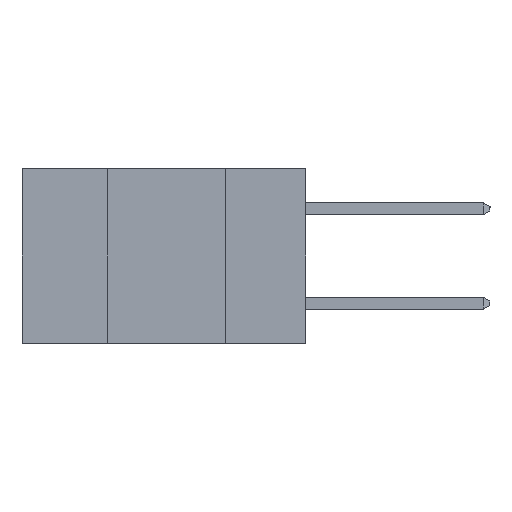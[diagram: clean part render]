
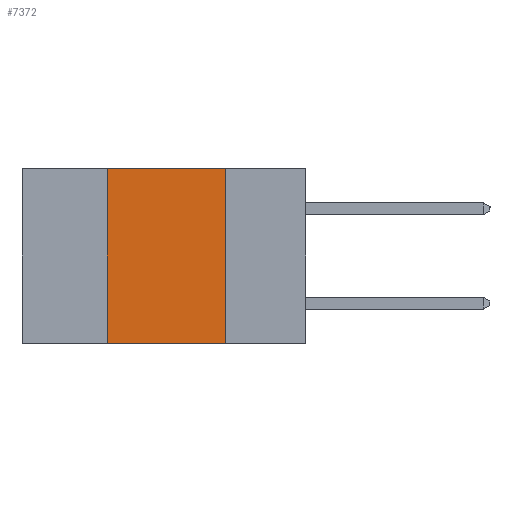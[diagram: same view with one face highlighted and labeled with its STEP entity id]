
A CAD part, left-side view. The second image highlights one B-rep face of the part: STEP entity #7372.
In plain terms, the highlighted planar face has unit normal (-1, 0, 0).
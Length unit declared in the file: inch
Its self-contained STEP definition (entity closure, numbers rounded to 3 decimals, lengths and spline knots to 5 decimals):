
#1054 = DIRECTION ( 'NONE',  ( 0., -1., 0. ) ) ;
#1089 = VECTOR ( 'NONE', #1054, 39.37008 ) ;
#1323 = CARTESIAN_POINT ( 'NONE',  ( 0., 0.6, -0.37 ) ) ;
#2157 = ORIENTED_EDGE ( 'NONE', *, *, #11798, .F. ) ;
#2237 = EDGE_CURVE ( 'NONE', #14228, #14215, #5996, .T. ) ;
#2456 = ORIENTED_EDGE ( 'NONE', *, *, #2237, .T. ) ;
#2668 = DIRECTION ( 'NONE',  ( 0., 0., -1. ) ) ;
#3043 = VECTOR ( 'NONE', #5493, 39.37008 ) ;
#4239 = DIRECTION ( 'NONE',  ( 0., 0., 1. ) ) ;
#4357 = LINE ( 'NONE', #5289, #1089 ) ;
#5169 = CARTESIAN_POINT ( 'NONE',  ( 0., 0.42, -0.37 ) ) ;
#5289 = CARTESIAN_POINT ( 'NONE',  ( 0., 0.6, 0. ) ) ;
#5332 = EDGE_LOOP ( 'NONE', ( #10268, #5627, #2157, #2456 ) ) ;
#5493 = DIRECTION ( 'NONE',  ( 0., 0., -1. ) ) ;
#5627 = ORIENTED_EDGE ( 'NONE', *, *, #7015, .F. ) ;
#5847 = CARTESIAN_POINT ( 'NONE',  ( 0., 0.42, 0. ) ) ;
#5922 = DIRECTION ( 'NONE',  ( 1., 0., 0. ) ) ;
#5996 = LINE ( 'NONE', #1323, #10308 ) ;
#6070 = PLANE ( 'NONE',  #12570 ) ;
#6766 = VECTOR ( 'NONE', #4239, 39.37008 ) ;
#7015 = EDGE_CURVE ( 'NONE', #7409, #11343, #4357, .T. ) ;
#7372 = ADVANCED_FACE ( 'NONE', ( #12606 ), #6070, .F. ) ;
#7409 = VERTEX_POINT ( 'NONE', #5847 ) ;
#8685 = LINE ( 'NONE', #14378, #3043 ) ;
#9817 = LINE ( 'NONE', #14269, #6766 ) ;
#10268 = ORIENTED_EDGE ( 'NONE', *, *, #12209, .F. ) ;
#10308 = VECTOR ( 'NONE', #13840, 39.37008 ) ;
#11343 = VERTEX_POINT ( 'NONE', #11446 ) ;
#11446 = CARTESIAN_POINT ( 'NONE',  ( 0., 0.17, 0. ) ) ;
#11798 = EDGE_CURVE ( 'NONE', #14228, #7409, #9817, .T. ) ;
#11867 = CARTESIAN_POINT ( 'NONE',  ( 0., 0.17, -0.37 ) ) ;
#12209 = EDGE_CURVE ( 'NONE', #11343, #14215, #8685, .T. ) ;
#12540 = CARTESIAN_POINT ( 'NONE',  ( 0., 0.6, 0. ) ) ;
#12570 = AXIS2_PLACEMENT_3D ( 'NONE', #12540, #5922, #2668 ) ;
#12606 = FACE_OUTER_BOUND ( 'NONE', #5332, .T. ) ;
#13840 = DIRECTION ( 'NONE',  ( 0., -1., 0. ) ) ;
#14215 = VERTEX_POINT ( 'NONE', #11867 ) ;
#14228 = VERTEX_POINT ( 'NONE', #5169 ) ;
#14269 = CARTESIAN_POINT ( 'NONE',  ( 0., 0.42, -0.37 ) ) ;
#14378 = CARTESIAN_POINT ( 'NONE',  ( 0., 0.17, -0.37 ) ) ;
